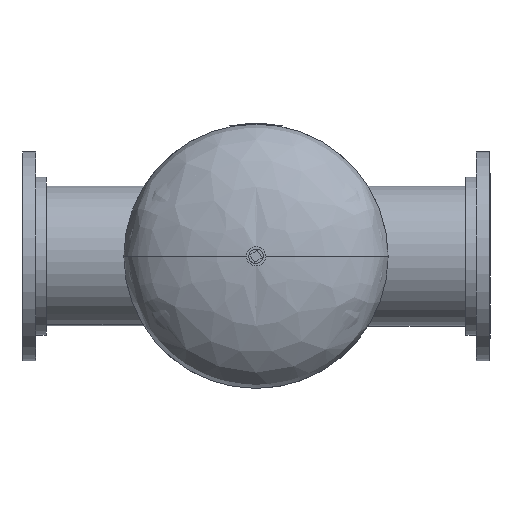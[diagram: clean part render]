
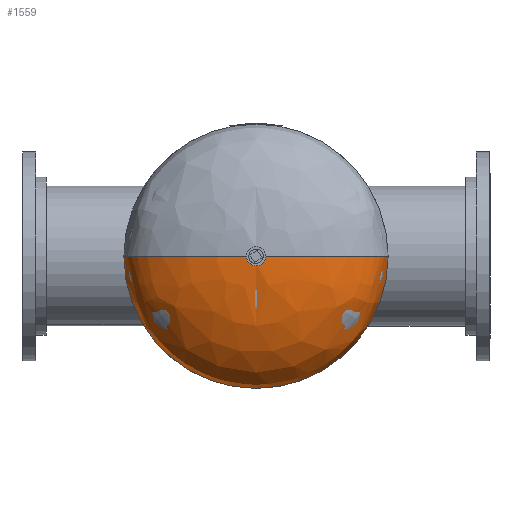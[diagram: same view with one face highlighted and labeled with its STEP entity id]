
A CAD part, front view. The second image highlights one B-rep face of the part: STEP entity #1559.
In plain terms, the highlighted free-form (B-spline) face has degree [3, 3] with [4, 4] control points.
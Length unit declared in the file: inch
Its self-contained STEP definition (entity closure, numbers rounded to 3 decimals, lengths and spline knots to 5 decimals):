
#358 = CARTESIAN_POINT ( 'NONE',  ( -0.75, 6.62262, 0. ) ) ;
#524 = CIRCLE ( 'NONE', #8336, 12. ) ;
#666 = EDGE_CURVE ( 'NONE', #7816, #1137, #5308, .T. ) ;
#726 = CARTESIAN_POINT ( 'NONE',  ( -12., 0.56, 0. ) ) ;
#1102 = EDGE_CURVE ( 'NONE', #1137, #3202, #524, .T. ) ;
#1137 = VERTEX_POINT ( 'NONE', #8255 ) ;
#1395 = DIRECTION ( 'NONE',  ( 1., 0., 0. ) ) ;
#1559 = ADVANCED_FACE ( 'NONE', ( #4371 ), #6406, .F. ) ;
#1750 = CARTESIAN_POINT ( 'NONE',  ( 0.75, 6.62262, 0. ) ) ;
#1786 = CARTESIAN_POINT ( 'NONE',  ( 0.75, 6.62262, -1.5 ) ) ;
#1991 =( BOUNDED_CURVE ( )  B_SPLINE_CURVE ( 3, ( #1750, #7556, #2494, #9128 ),
 .UNSPECIFIED., .F., .F. ) 
 B_SPLINE_CURVE_WITH_KNOTS ( ( 4, 4 ),
 ( 1.63334, 3.14159 ),
 .UNSPECIFIED. ) 
 CURVE ( )  GEOMETRIC_REPRESENTATION_ITEM ( )  RATIONAL_B_SPLINE_CURVE ( ( 1., 0.819, 0.819, 1. ) ) 
 REPRESENTATION_ITEM ( '' )  );
#2097 = CARTESIAN_POINT ( 'NONE',  ( -12., 0.56, -24. ) ) ;
#2139 = AXIS2_PLACEMENT_3D ( 'NONE', #7844, #7038, #6325 ) ;
#2494 = CARTESIAN_POINT ( 'NONE',  ( 12., 3.94435, 0. ) ) ;
#2744 = CARTESIAN_POINT ( 'NONE',  ( 7.42262, 6.4111, 0. ) ) ;
#2958 = CARTESIAN_POINT ( 'NONE',  ( 12., 0.56, -24. ) ) ;
#3004 = CARTESIAN_POINT ( 'NONE',  ( -12., 3.94435, -24. ) ) ;
#3143 = CARTESIAN_POINT ( 'NONE',  ( -12., 3.94435, 0. ) ) ;
#3202 = VERTEX_POINT ( 'NONE', #9228 ) ;
#3252 = ORIENTED_EDGE ( 'NONE', *, *, #1102, .F. ) ;
#3510 = CARTESIAN_POINT ( 'NONE',  ( -0.75, 6.62262, -1.5 ) ) ;
#3525 = CIRCLE ( 'NONE', #7516, 0.75 ) ;
#3563 = CARTESIAN_POINT ( 'NONE',  ( 0.75, 6.62262, 0. ) ) ;
#3841 = ORIENTED_EDGE ( 'NONE', *, *, #666, .F. ) ;
#3896 = ORIENTED_EDGE ( 'NONE', *, *, #8755, .T. ) ;
#4371 = FACE_OUTER_BOUND ( 'NONE', #9195, .T. ) ;
#4563 = CIRCLE ( 'NONE', #2139, 0.75 ) ;
#4746 = CARTESIAN_POINT ( 'NONE',  ( 0.75, 6.62262, 0. ) ) ;
#4833 = CARTESIAN_POINT ( 'NONE',  ( -0.75, 6.62262, 0. ) ) ;
#4851 = CARTESIAN_POINT ( 'NONE',  ( 0., 6.62262, 0. ) ) ;
#4929 = VERTEX_POINT ( 'NONE', #6351 ) ;
#5072 = DIRECTION ( 'NONE',  ( 0., -1., 0. ) ) ;
#5101 = CARTESIAN_POINT ( 'NONE',  ( -0.75, 6.62262, 0. ) ) ;
#5235 = EDGE_CURVE ( 'NONE', #7816, #4929, #3525, .T. ) ;
#5308 =( BOUNDED_CURVE ( )  B_SPLINE_CURVE ( 3, ( #4833, #9778, #3143, #726 ),
 .UNSPECIFIED., .F., .T. ) 
 B_SPLINE_CURVE_WITH_KNOTS ( ( 4, 4 ),
 ( 1.63334, 3.14159 ),
 .UNSPECIFIED. ) 
 CURVE ( )  GEOMETRIC_REPRESENTATION_ITEM ( )  RATIONAL_B_SPLINE_CURVE ( ( 1., 0.819, 0.819, 1. ) ) 
 REPRESENTATION_ITEM ( '' )  );
#5416 = CARTESIAN_POINT ( 'NONE',  ( 12., 0.56, 0. ) ) ;
#5568 = CARTESIAN_POINT ( 'NONE',  ( 12., 3.94435, -24. ) ) ;
#5875 = DIRECTION ( 'NONE',  ( 1., 0., 0. ) ) ;
#6325 = DIRECTION ( 'NONE',  ( 1., 0., 0. ) ) ;
#6326 = CARTESIAN_POINT ( 'NONE',  ( -12., 0.56, 0. ) ) ;
#6351 = CARTESIAN_POINT ( 'NONE',  ( 0., 6.62262, -0.75 ) ) ;
#6406 =( BOUNDED_SURFACE ( )  B_SPLINE_SURFACE ( 3, 3, ( 
 ( #5101, #3510, #1786, #3563 ),
 ( #6887, #10199, #6782, #2744 ),
 ( #7951, #3004, #5568, #9646 ),
 ( #6326, #2097, #2958, #5416 ) ),
 .UNSPECIFIED., .F., .F., .F. ) 
 B_SPLINE_SURFACE_WITH_KNOTS ( ( 4, 4 ),
 ( 4, 4 ),
 ( 0., 1. ),
 ( 0., 1. ),
 .UNSPECIFIED. ) 
 GEOMETRIC_REPRESENTATION_ITEM ( )  RATIONAL_B_SPLINE_SURFACE ( (
 ( 1., 0.333, 0.333, 1.),
 ( 0.819, 0.273, 0.273, 0.819),
 ( 0.819, 0.273, 0.273, 0.819),
 ( 1., 0.333, 0.333, 1.) ) ) 
 REPRESENTATION_ITEM ( '' )  SURFACE ( )  );
#6415 = VERTEX_POINT ( 'NONE', #4746 ) ;
#6782 = CARTESIAN_POINT ( 'NONE',  ( 7.42262, 6.4111, -14.84524 ) ) ;
#6887 = CARTESIAN_POINT ( 'NONE',  ( -7.42262, 6.4111, 0. ) ) ;
#7038 = DIRECTION ( 'NONE',  ( 0., -1., 0. ) ) ;
#7516 = AXIS2_PLACEMENT_3D ( 'NONE', #4851, #9698, #1395 ) ;
#7556 = CARTESIAN_POINT ( 'NONE',  ( 7.42262, 6.4111, 0. ) ) ;
#7816 = VERTEX_POINT ( 'NONE', #358 ) ;
#7844 = CARTESIAN_POINT ( 'NONE',  ( 0., 6.62262, 0. ) ) ;
#7951 = CARTESIAN_POINT ( 'NONE',  ( -12., 3.94435, 0. ) ) ;
#8038 = ORIENTED_EDGE ( 'NONE', *, *, #5235, .T. ) ;
#8255 = CARTESIAN_POINT ( 'NONE',  ( -12., 0.56, 0. ) ) ;
#8336 = AXIS2_PLACEMENT_3D ( 'NONE', #9248, #5072, #5875 ) ;
#8755 = EDGE_CURVE ( 'NONE', #4929, #6415, #4563, .T. ) ;
#9128 = CARTESIAN_POINT ( 'NONE',  ( 12., 0.56, 0. ) ) ;
#9195 = EDGE_LOOP ( 'NONE', ( #3841, #8038, #3896, #9304, #3252 ) ) ;
#9228 = CARTESIAN_POINT ( 'NONE',  ( 12., 0.56, 0. ) ) ;
#9248 = CARTESIAN_POINT ( 'NONE',  ( 0., 0.56, 0. ) ) ;
#9304 = ORIENTED_EDGE ( 'NONE', *, *, #10008, .T. ) ;
#9646 = CARTESIAN_POINT ( 'NONE',  ( 12., 3.94435, 0. ) ) ;
#9698 = DIRECTION ( 'NONE',  ( 0., -1., 0. ) ) ;
#9778 = CARTESIAN_POINT ( 'NONE',  ( -7.42262, 6.4111, 0. ) ) ;
#10008 = EDGE_CURVE ( 'NONE', #6415, #3202, #1991, .T. ) ;
#10199 = CARTESIAN_POINT ( 'NONE',  ( -7.42262, 6.4111, -14.84524 ) ) ;
